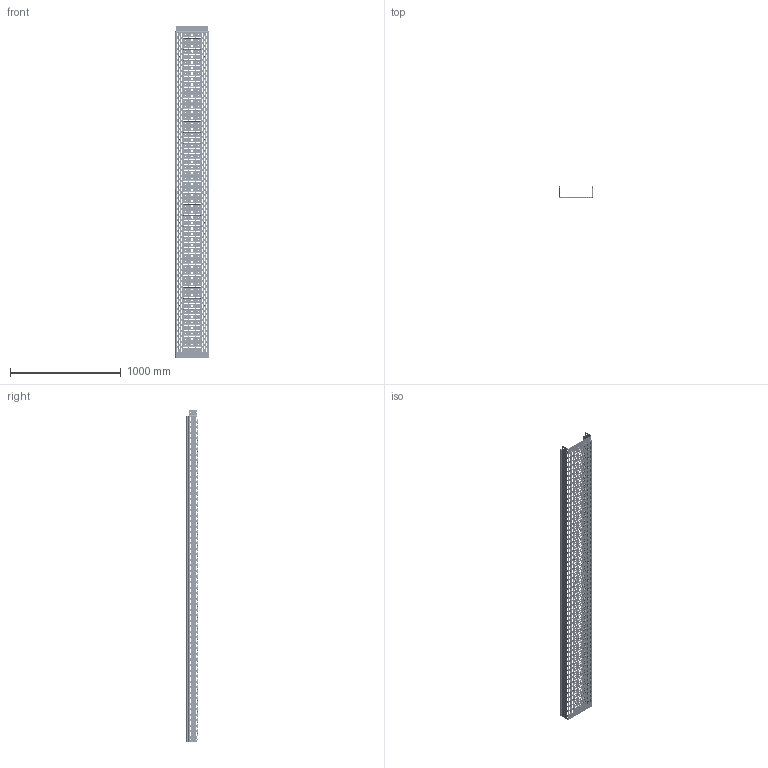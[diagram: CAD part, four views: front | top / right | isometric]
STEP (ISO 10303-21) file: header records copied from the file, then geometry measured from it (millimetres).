
FILE_DESCRIPTION (( 'STEP AP203' ), '1' );
FILE_NAME ('Perforated tray 100õ300õ3000.STEP', '2019-04-29T06:22:18', ( '' ), ( '' ), 'SwSTEP 2.0', 'SolidWorks 2017', '' );
FILE_SCHEMA (( 'CONFIG_CONTROL_DESIGN' ));
Products named in the file (1): Perforated tray 100õ300õ3000
Bounding box: 303.08 x 101.34 x 3000 mm (x, y, z)
Volume: 1109228.3 mm3; surface area: 2832077.7 mm2
Topology: 1 solids, 1 shells, 7699 faces, 20239 edges, 12904 vertices
Faces by surface type: cylinder 3516, torus 2093, plane 2023, bspline 67
Entity records: 248875 total; most frequent: DIRECTION 46252, CARTESIAN_POINT 45813, ORIENTED_EDGE 40478, EDGE_CURVE 20239, AXIS2_PLACEMENT_3D 18553, VERTEX_POINT 12904, CIRCLE 10920, EDGE_LOOP 9921
